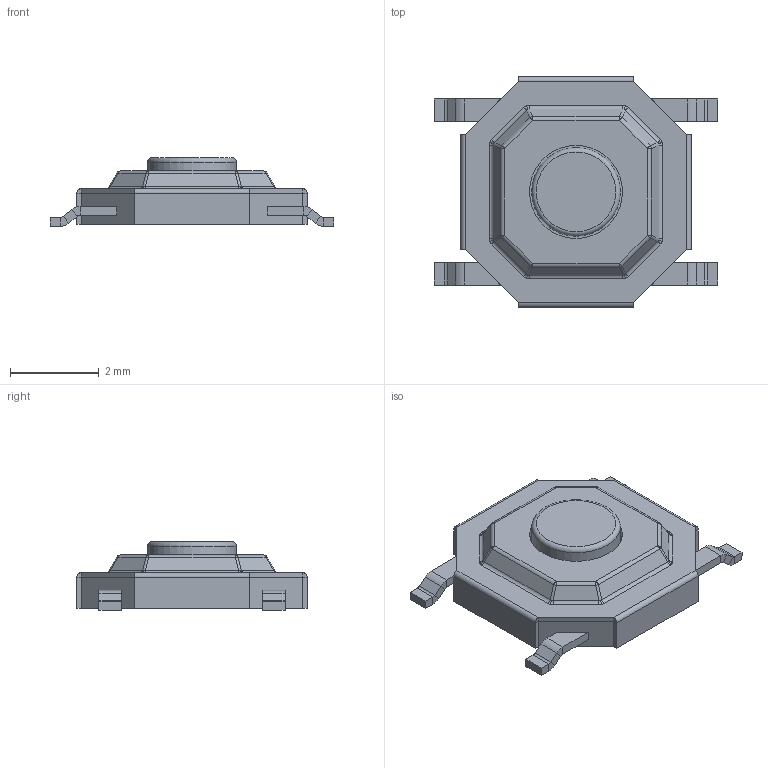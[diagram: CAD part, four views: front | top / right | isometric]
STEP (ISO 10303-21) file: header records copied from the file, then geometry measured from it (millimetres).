
FILE_DESCRIPTION(/* description */ (''),/* implementation_level */ '2;1');
FILE_NAME(/* name */ '3D_1TS001G.step',/* time_stamp */ '2022-03-25T22:44:47+08:00',/* author */ (''),/* organization */ (''),/* preprocessor_version */ 'ST-DEVELOPER v18.1',/* originating_system */ 'Autodesk Translation Framework v10.13.0.1454',/* authorisation */ '');
FILE_SCHEMA (('AUTOMOTIVE_DESIGN { 1 0 10303 214 3 1 1 }'));
Length unit declared in the file: millimetre
Products named in the file (4): 4p触控开关; SW1; SW-SMD_4P-L5.1-W5.1-P3.70-LS6.5-TL-2; COMPOUND (1)
Assembly tree (3 placements, depth 4):
  4p触控开关
    SW1
      SW-SMD_4P-L5.1-W5.1-P3.70-LS6.5-TL-2
        COMPOUND (1)
Bounding box: 6.4 x 5.2 x 1.55 mm (x, y, z)
Volume: 24.6 mm3; surface area: 141.6 mm2
Topology: 7 solids, 7 shells, 258 faces, 580 edges, 349 vertices
Faces by surface type: plane 173, cylinder 46, bspline 30, sphere 8, torus 1
Full cylindrical faces by diameter (mm): 2 x1, 2.1 x1
Entity records: 8148 total; most frequent: CARTESIAN_POINT 2168, ORIENTED_EDGE 1160, DIRECTION 1148, EDGE_CURVE 580, LINE 426, VECTOR 426, AXIS2_PLACEMENT_3D 361, VERTEX_POINT 349
